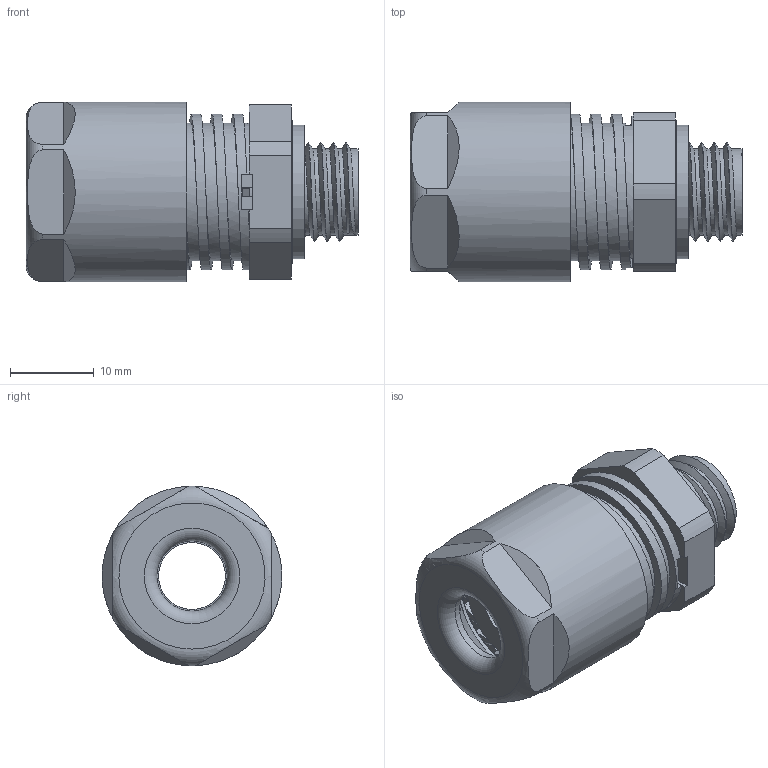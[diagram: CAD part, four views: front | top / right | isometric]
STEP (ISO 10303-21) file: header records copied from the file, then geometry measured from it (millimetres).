
FILE_DESCRIPTION(/* description */ ('DAE-KV NEW M12x1,5'),/* implementation_level */ '2;1');
FILE_NAME(/* name */ '11087514G2-RST.stp',/* time_stamp */ '2024-09-04T10:43:51+02:00',/* author */ ('sl'),/* organization */ (''),/* preprocessor_version */ 'ST-DEVELOPER v16.5',/* originating_system */ 'Autodesk Inventor 2017',/* authorisation */ '');
FILE_SCHEMA (('CONFIG_CONTROL_DESIGN'));
Length unit declared in the file: millimetre
Products named in the file (9): 11087514G2; 11087514G2_1; 11087514G2_2; 11087514G2_3; 11087514G2_4; 11087514G2_5; 11087514G2_6; 11087514G2_7; 11087514G2_8
Assembly tree (8 placements, depth 2):
  11087514G2
    11087514G2_1
    11087514G2_2
    11087514G2_3
    11087514G2_4
    11087514G2_5
    11087514G2_6
    11087514G2_7
    11087514G2_8
Bounding box: 39.76 x 21.51 x 21.51 mm (x, y, z)
Volume: 7220.4 mm3; surface area: 10883.7 mm2
Topology: 8 solids, 8 shells, 317 faces, 867 edges, 571 vertices
Faces by surface type: plane 191, cylinder 88, torus 30, bspline 7, cone 1
Full cylindrical faces by diameter (mm): 8 x1, 8.41 x1, 8.43 x1, 8.8 x1, 8.96 x1, 9 x1, 9.27 x1, 10.378 x4, 10.5 x1, 10.78 x1, 12.71 x1, 13.52 x2, 16 x1, 16.47 x4, 16.76 x1, 19.22 x5, 21.51 x1
Entity records: 12924 total; most frequent: CARTESIAN_POINT 5028, DIRECTION 1592, ORIENTED_EDGE 1590, EDGE_CURVE 795, AXIS2_PLACEMENT_3D 565, VERTEX_POINT 538, LINE 462, VECTOR 462
